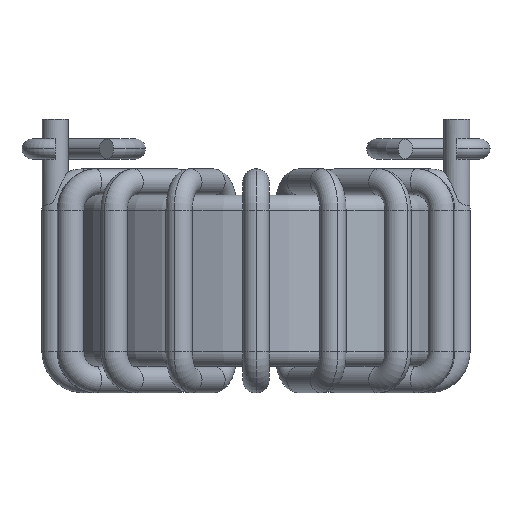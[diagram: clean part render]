
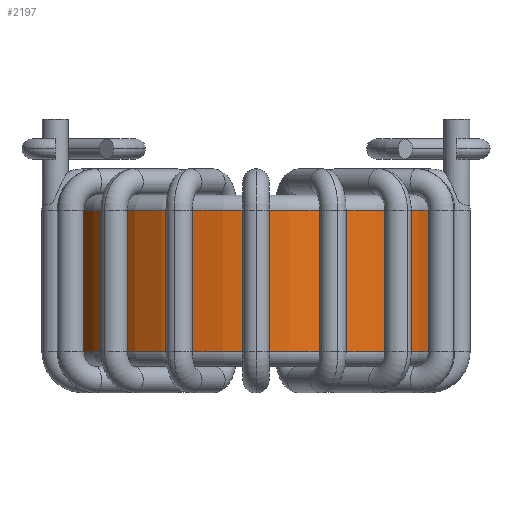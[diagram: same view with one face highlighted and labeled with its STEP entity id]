
A CAD part, front view. The second image highlights one B-rep face of the part: STEP entity #2197.
In plain terms, the highlighted cylindrical face has radius 9.576 mm (diameter 19.152 mm), a partial arc.
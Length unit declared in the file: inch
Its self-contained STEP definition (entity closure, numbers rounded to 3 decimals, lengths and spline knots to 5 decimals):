
#32 = CARTESIAN_POINT ( 'NONE',  ( 0.377, 0., 0.367 ) ) ;
#33 = CARTESIAN_POINT ( 'NONE',  ( -0.377, 0., 0.083 ) ) ;
#42 = CARTESIAN_POINT ( 'NONE',  ( -0.377, 0., 0.367 ) ) ;
#46 = CARTESIAN_POINT ( 'NONE',  ( 0.377, 0., 0.083 ) ) ;
#116 = VERTEX_POINT ( 'NONE', #32 ) ;
#117 = VERTEX_POINT ( 'NONE', #33 ) ;
#126 = VERTEX_POINT ( 'NONE', #42 ) ;
#130 = VERTEX_POINT ( 'NONE', #46 ) ;
#167 = ORIENTED_EDGE ( 'NONE', *, *, #4723, .T. ) ;
#168 = ORIENTED_EDGE ( 'NONE', *, *, #4721, .F. ) ;
#169 = ORIENTED_EDGE ( 'NONE', *, *, #4729, .T. ) ;
#171 = ORIENTED_EDGE ( 'NONE', *, *, #4727, .F. ) ;
#686 = EDGE_LOOP ( 'NONE', ( #168, #169, #167, #171 ) ) ;
#2197 = ADVANCED_FACE ( 'NONE', ( #11753 ), #11757, .T. ) ;
#4721 = EDGE_CURVE ( 'NONE', #117, #126, #12606, .T. ) ;
#4723 = EDGE_CURVE ( 'NONE', #130, #116, #12607, .T. ) ;
#4727 = EDGE_CURVE ( 'NONE', #126, #116, #12707, .T. ) ;
#4729 = EDGE_CURVE ( 'NONE', #117, #130, #12699, .T. ) ;
#11753 = FACE_OUTER_BOUND ( 'NONE', #686, .T. ) ;
#11757 = CYLINDRICAL_SURFACE ( 'NONE', #12198, 0.377 ) ;
#12139 = CARTESIAN_POINT ( 'NONE',  ( 0., 0., 0.68068 ) ) ;
#12140 = DIRECTION ( 'NONE',  ( 0., 0., 1. ) ) ;
#12141 = DIRECTION ( 'NONE',  ( 1., 0., 0. ) ) ;
#12198 = AXIS2_PLACEMENT_3D ( 'NONE', #12139, #12140, #12141 ) ;
#12606 = LINE ( 'NONE', #12788, #12697 ) ;
#12607 = LINE ( 'NONE', #12793, #12701 ) ;
#12697 = VECTOR ( 'NONE', #12789, 39.37008 ) ;
#12699 = CIRCLE ( 'NONE', #12712, 0.377 ) ;
#12701 = VECTOR ( 'NONE', #12794, 39.37008 ) ;
#12707 = CIRCLE ( 'NONE', #12708, 0.377 ) ;
#12708 = AXIS2_PLACEMENT_3D ( 'NONE', #12804, #12805, #12806 ) ;
#12712 = AXIS2_PLACEMENT_3D ( 'NONE', #12810, #12811, #12812 ) ;
#12788 = CARTESIAN_POINT ( 'NONE',  ( -0.377, 0., 0.68068 ) ) ;
#12789 = DIRECTION ( 'NONE',  ( 0., 0., 1. ) ) ;
#12793 = CARTESIAN_POINT ( 'NONE',  ( 0.377, 0., 0.68068 ) ) ;
#12794 = DIRECTION ( 'NONE',  ( 0., 0., 1. ) ) ;
#12804 = CARTESIAN_POINT ( 'NONE',  ( 0., 0., 0.367 ) ) ;
#12805 = DIRECTION ( 'NONE',  ( 0., 0., 1. ) ) ;
#12806 = DIRECTION ( 'NONE',  ( 1., 0., 0. ) ) ;
#12810 = CARTESIAN_POINT ( 'NONE',  ( 0., 0., 0.083 ) ) ;
#12811 = DIRECTION ( 'NONE',  ( 0., 0., 1. ) ) ;
#12812 = DIRECTION ( 'NONE',  ( 1., 0., 0. ) ) ;
